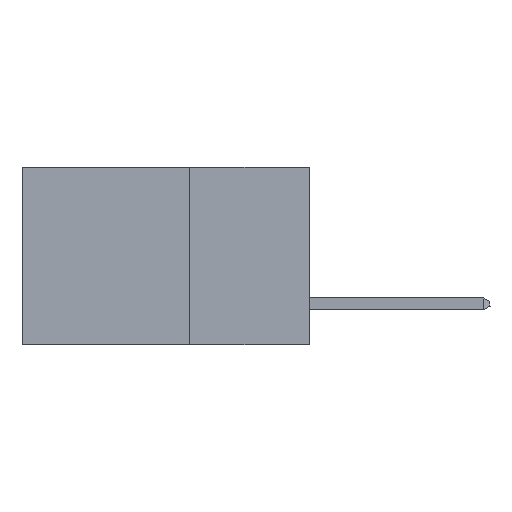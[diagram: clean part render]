
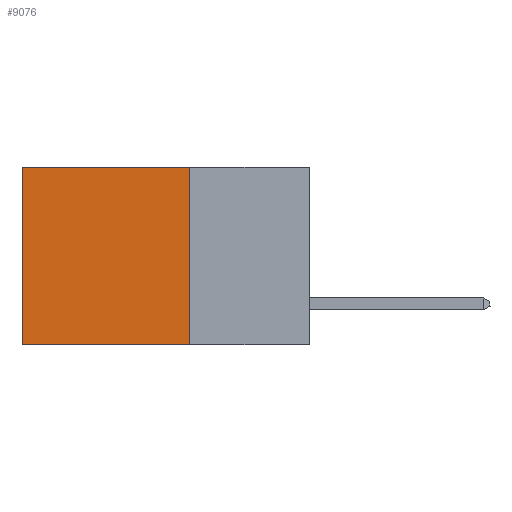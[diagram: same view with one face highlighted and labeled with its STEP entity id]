
A CAD part, left-side view. The second image highlights one B-rep face of the part: STEP entity #9076.
In plain terms, the highlighted planar face has unit normal (-1, 0, 0).
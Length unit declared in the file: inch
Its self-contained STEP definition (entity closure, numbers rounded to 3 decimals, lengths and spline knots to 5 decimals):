
#1603 = VECTOR ( 'NONE', #1674, 39.37008 ) ;
#1674 = DIRECTION ( 'NONE',  ( 0., 1., 0. ) ) ;
#1734 = CARTESIAN_POINT ( 'NONE',  ( 0.2875, 0.6, 0. ) ) ;
#1916 = CARTESIAN_POINT ( 'NONE',  ( 0.2875, 0.25, 0. ) ) ;
#2464 = EDGE_CURVE ( 'NONE', #17757, #3992, #7616, .T. ) ;
#3992 = VERTEX_POINT ( 'NONE', #21185 ) ;
#4145 = CARTESIAN_POINT ( 'NONE',  ( 0.2875, 0.25, -0.37 ) ) ;
#5238 = VECTOR ( 'NONE', #16911, 39.37008 ) ;
#6135 = EDGE_CURVE ( 'NONE', #22107, #10522, #9368, .T. ) ;
#6425 = DIRECTION ( 'NONE',  ( 0., 0., -1. ) ) ;
#7179 = LINE ( 'NONE', #18773, #15155 ) ;
#7445 = LINE ( 'NONE', #1734, #5238 ) ;
#7616 = LINE ( 'NONE', #22984, #1603 ) ;
#7820 = ORIENTED_EDGE ( 'NONE', *, *, #2464, .F. ) ;
#7997 = EDGE_CURVE ( 'NONE', #10522, #3992, #7445, .T. ) ;
#8698 = EDGE_CURVE ( 'NONE', #22107, #17757, #7179, .T. ) ;
#9076 = ADVANCED_FACE ( 'NONE', ( #20155 ), #15779, .F. ) ;
#9368 = LINE ( 'NONE', #1916, #11126 ) ;
#9623 = CARTESIAN_POINT ( 'NONE',  ( 0.2875, 0.6, 0. ) ) ;
#10522 = VERTEX_POINT ( 'NONE', #9623 ) ;
#11126 = VECTOR ( 'NONE', #16854, 39.37008 ) ;
#11646 = EDGE_LOOP ( 'NONE', ( #15012, #7820, #13541, #12433 ) ) ;
#12433 = ORIENTED_EDGE ( 'NONE', *, *, #6135, .T. ) ;
#13541 = ORIENTED_EDGE ( 'NONE', *, *, #8698, .F. ) ;
#13575 = AXIS2_PLACEMENT_3D ( 'NONE', #23648, #23403, #6425 ) ;
#15012 = ORIENTED_EDGE ( 'NONE', *, *, #7997, .T. ) ;
#15155 = VECTOR ( 'NONE', #18537, 39.37008 ) ;
#15779 = PLANE ( 'NONE',  #13575 ) ;
#16854 = DIRECTION ( 'NONE',  ( 0., 1., 0. ) ) ;
#16911 = DIRECTION ( 'NONE',  ( 0., 0., -1. ) ) ;
#17757 = VERTEX_POINT ( 'NONE', #4145 ) ;
#18537 = DIRECTION ( 'NONE',  ( 0., 0., -1. ) ) ;
#18773 = CARTESIAN_POINT ( 'NONE',  ( 0.2875, 0.25, 0. ) ) ;
#20155 = FACE_OUTER_BOUND ( 'NONE', #11646, .T. ) ;
#20840 = CARTESIAN_POINT ( 'NONE',  ( 0.2875, 0.25, 0. ) ) ;
#21185 = CARTESIAN_POINT ( 'NONE',  ( 0.2875, 0.6, -0.37 ) ) ;
#22107 = VERTEX_POINT ( 'NONE', #20840 ) ;
#22984 = CARTESIAN_POINT ( 'NONE',  ( 0.2875, 0.25, -0.37 ) ) ;
#23403 = DIRECTION ( 'NONE',  ( 1., 0., 0. ) ) ;
#23648 = CARTESIAN_POINT ( 'NONE',  ( 0.2875, 0.25, 0. ) ) ;
